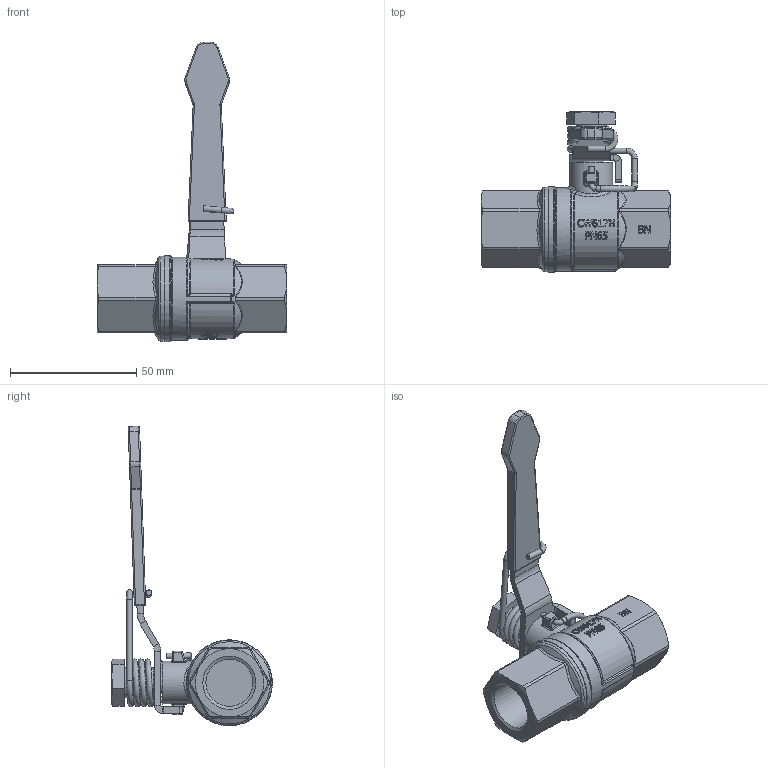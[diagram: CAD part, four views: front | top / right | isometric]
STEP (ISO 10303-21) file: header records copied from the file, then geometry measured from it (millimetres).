
FILE_DESCRIPTION(/* description */ (''),/* implementation_level */ '2;1');
FILE_NAME(/* name */ '960_960F_15.stp',/* time_stamp */ '2021-09-22T16:33:51+02:00',/* author */ ('sga-ext'),/* organization */ (''),/* preprocessor_version */ 'ST-DEVELOPER v18.1',/* originating_system */ 'Autodesk Inventor 2021',/* authorisation */ '');
FILE_SCHEMA (('AUTOMOTIVE_DESIGN { 1 0 10303 214 3 1 1 }'));
Length unit declared in the file: millimetre
Products named in the file (1): ENG-070208
Bounding box: 75 x 63.6 x 118.48 mm (x, y, z)
Volume: 54824.1 mm3; surface area: 19163.6 mm2
Topology: 1 solids, 1 shells, 666 faces, 1747 edges, 1111 vertices
Faces by surface type: plane 236, bspline 216, cylinder 136, torus 41, cone 21, sphere 16
Full cylindrical faces by diameter (mm): 2.2 x8, 8.98 x1, 12 x1, 17 x1, 18.631 x2, 33 x1, 33.5 x1, 34 x1
Entity records: 27977 total; most frequent: CARTESIAN_POINT 12577, ORIENTED_EDGE 3466, DIRECTION 2561, EDGE_CURVE 1733, VERTEX_POINT 1111, AXIS2_PLACEMENT_3D 905, LINE 751, VECTOR 751
